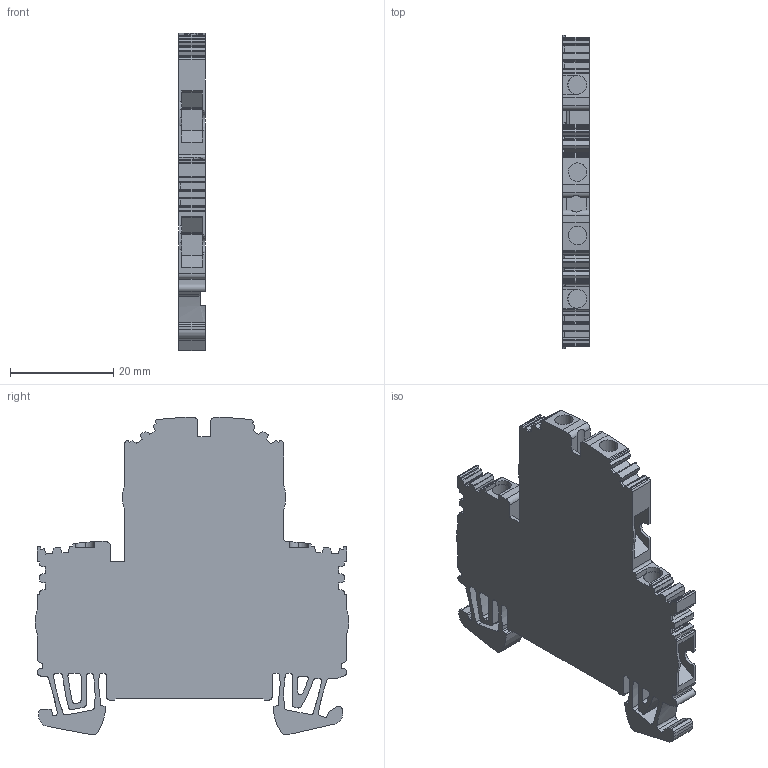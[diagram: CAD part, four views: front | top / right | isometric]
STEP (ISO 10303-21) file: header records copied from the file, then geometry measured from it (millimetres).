
FILE_DESCRIPTION(('CATIA V5R24 STEP','CAx-IF Rec.Pracs.--- Model Styling and Organization---1.2---2011-12-15'),'2;1');
FILE_NAME ('13164490_2', '2018-06-20T12:08:49+00:00', ('Weidmueller Interface'), ('Weidmueller'), 'CATIA Version 5-6 Release 2014 SP4 HF52', 'CATIA V5 STEP AP214', 'none');
FILE_SCHEMA(('AUTOMOTIVE_DESIGN { 1 0 10303 214 1 1 1 1 }'));
Length unit declared in the file: millimetre
Products named in the file (1): HI_WDK 2.5N V 1041610000
Bounding box: 5.1 x 60.7 x 61.55 mm (x, y, z)
Volume: 11148.3 mm3; surface area: 8394.8 mm2
Topology: 1 solids, 1 shells, 546 faces, 1612 edges, 1072 vertices
Faces by surface type: plane 328, cylinder 218
Entity records: 18036 total; most frequent: CARTESIAN_POINT 3486, ORIENTED_EDGE 3224, DIRECTION 2670, EDGE_CURVE 1612, VECTOR 1151, LINE 1151, VERTEX_POINT 1072, AXIS2_PLACEMENT_3D 974
